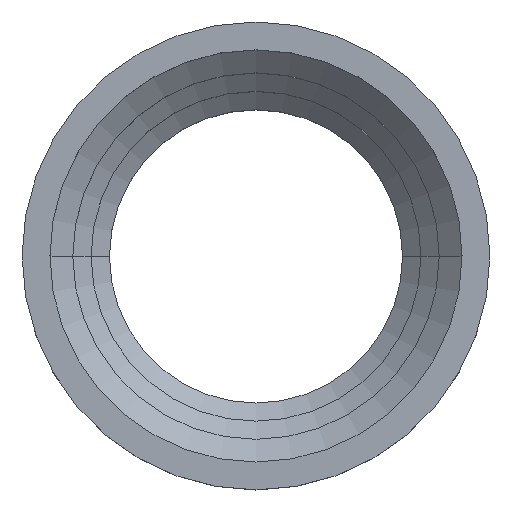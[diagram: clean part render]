
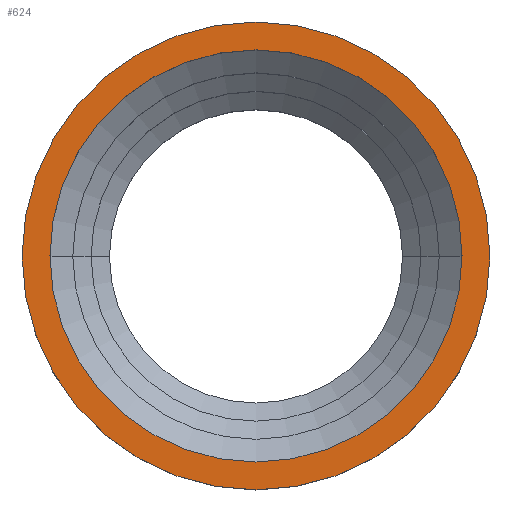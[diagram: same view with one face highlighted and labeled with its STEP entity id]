
A CAD part, top view. The second image highlights one B-rep face of the part: STEP entity #624.
In plain terms, the highlighted planar face has unit normal (0, 0, 1).
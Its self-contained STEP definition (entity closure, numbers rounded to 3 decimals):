
#26 = FACE_BOUND ( 'NONE', #626, .T. ) ;
#35 = AXIS2_PLACEMENT_3D ( 'NONE', #828, #123, #127 ) ;
#41 = CARTESIAN_POINT ( 'NONE',  ( 0., 0., 0. ) ) ;
#83 = DIRECTION ( 'NONE',  ( 1., 0., 0. ) ) ;
#103 = CIRCLE ( 'NONE', #485, 112.5 ) ;
#123 = DIRECTION ( 'NONE',  ( 0., 0., 1. ) ) ;
#127 = DIRECTION ( 'NONE',  ( 1., 0., 0. ) ) ;
#147 = CIRCLE ( 'NONE', #35, 99.1 ) ;
#149 = ORIENTED_EDGE ( 'NONE', *, *, #846, .F. ) ;
#244 = AXIS2_PLACEMENT_3D ( 'NONE', #839, #563, #644 ) ;
#281 = DIRECTION ( 'NONE',  ( 0., 0., 1. ) ) ;
#291 = VERTEX_POINT ( 'NONE', #527 ) ;
#335 = AXIS2_PLACEMENT_3D ( 'NONE', #429, #420, #363 ) ;
#363 = DIRECTION ( 'NONE',  ( -1., 0., 0. ) ) ;
#415 = DIRECTION ( 'NONE',  ( 1., 0., 0. ) ) ;
#420 = DIRECTION ( 'NONE',  ( 0., 0., -1. ) ) ;
#429 = CARTESIAN_POINT ( 'NONE',  ( 0., 112.5, 0. ) ) ;
#444 = VERTEX_POINT ( 'NONE', #476 ) ;
#448 = CIRCLE ( 'NONE', #244, 112.5 ) ;
#450 = ORIENTED_EDGE ( 'NONE', *, *, #665, .F. ) ;
#461 = CARTESIAN_POINT ( 'NONE',  ( 0., 0., 0. ) ) ;
#468 = VERTEX_POINT ( 'NONE', #657 ) ;
#475 = VERTEX_POINT ( 'NONE', #593 ) ;
#476 = CARTESIAN_POINT ( 'NONE',  ( 99.1, 0., 0. ) ) ;
#485 = AXIS2_PLACEMENT_3D ( 'NONE', #461, #281, #83 ) ;
#489 = DIRECTION ( 'NONE',  ( 0., 0., 1. ) ) ;
#527 = CARTESIAN_POINT ( 'NONE',  ( 112.5, 0., 0. ) ) ;
#563 = DIRECTION ( 'NONE',  ( 0., 0., 1. ) ) ;
#574 = EDGE_CURVE ( 'NONE', #468, #291, #103, .T. ) ;
#593 = CARTESIAN_POINT ( 'NONE',  ( -99.1, 0., 0. ) ) ;
#594 = AXIS2_PLACEMENT_3D ( 'NONE', #41, #489, #415 ) ;
#624 = ADVANCED_FACE ( 'NONE', ( #26, #744 ), #690, .F. ) ;
#626 = EDGE_LOOP ( 'NONE', ( #149, #450 ) ) ;
#644 = DIRECTION ( 'NONE',  ( 1., 0., 0. ) ) ;
#657 = CARTESIAN_POINT ( 'NONE',  ( -112.5, 0., 0. ) ) ;
#665 = EDGE_CURVE ( 'NONE', #475, #444, #799, .T. ) ;
#690 = PLANE ( 'NONE',  #335 ) ;
#707 = EDGE_LOOP ( 'NONE', ( #822, #770 ) ) ;
#744 = FACE_OUTER_BOUND ( 'NONE', #707, .T. ) ;
#770 = ORIENTED_EDGE ( 'NONE', *, *, #574, .T. ) ;
#799 = CIRCLE ( 'NONE', #594, 99.1 ) ;
#808 = EDGE_CURVE ( 'NONE', #291, #468, #448, .T. ) ;
#822 = ORIENTED_EDGE ( 'NONE', *, *, #808, .T. ) ;
#828 = CARTESIAN_POINT ( 'NONE',  ( 0., 0., 0. ) ) ;
#839 = CARTESIAN_POINT ( 'NONE',  ( 0., 0., 0. ) ) ;
#846 = EDGE_CURVE ( 'NONE', #444, #475, #147, .T. ) ;
